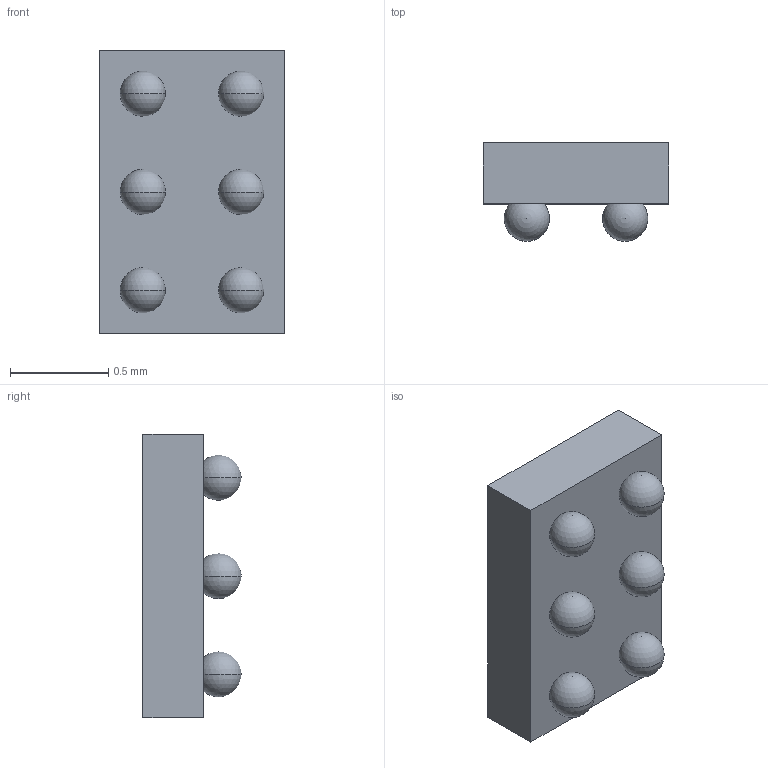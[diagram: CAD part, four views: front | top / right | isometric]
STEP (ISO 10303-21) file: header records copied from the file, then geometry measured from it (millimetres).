
FILE_DESCRIPTION (( 'STEP AP214' ), '1' );
FILE_NAME ('TPS22964CYZPR.STEP', '2020-03-20T09:56:43', ( '' ), ( '' ), 'SwSTEP 2.0', 'SolidWorks 2017', '' );
FILE_SCHEMA (( 'AUTOMOTIVE_DESIGN' ));
Length unit declared in the file: millimetre
Products named in the file (1): TPS22964CYZPR
Bounding box: 0.94 x 0.5 x 1.44 mm (x, y, z)
Volume: 0.5 mm3; surface area: 5.2 mm2
Topology: 8 solids, 8 shells, 31 faces, 78 edges, 52 vertices
Faces by surface type: plane 15, sphere 12, cylinder 4
Entity records: 819 total; most frequent: DIRECTION 144, CARTESIAN_POINT 114, ORIENTED_EDGE 96, AXIS2_PLACEMENT_3D 64, EDGE_CURVE 48, VERTEX_POINT 34, CIRCLE 32, EDGE_LOOP 32
